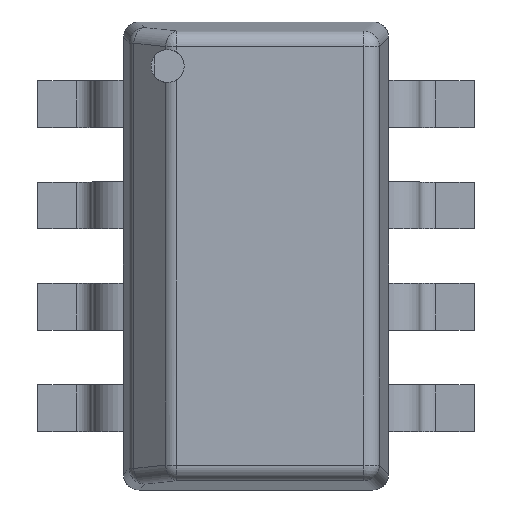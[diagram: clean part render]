
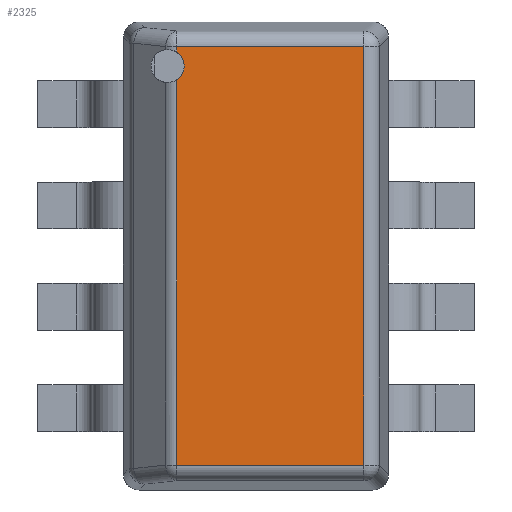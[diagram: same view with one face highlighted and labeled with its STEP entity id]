
A CAD part, top view. The second image highlights one B-rep face of the part: STEP entity #2325.
In plain terms, the highlighted planar face has unit normal (0, 0, 1).
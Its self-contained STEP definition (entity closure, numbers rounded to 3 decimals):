
#2085 = VERTEX_POINT('',#2086);
#2086 = CARTESIAN_POINT('',(1.542,0.158,1.45));
#2093 = EDGE_CURVE('',#2094,#2085,#2096,.T.);
#2094 = VERTEX_POINT('',#2095);
#2095 = CARTESIAN_POINT('',(0.341,0.158,1.45));
#2096 = LINE('',#2097,#2098);
#2097 = CARTESIAN_POINT('',(0.3,0.158,1.45));
#2098 = VECTOR('',#2099,1.);
#2099 = DIRECTION('',(1.,0.,0.));
#2168 = VERTEX_POINT('',#2169);
#2169 = CARTESIAN_POINT('',(0.341,2.842,1.45));
#2176 = EDGE_CURVE('',#2168,#2177,#2179,.T.);
#2177 = VERTEX_POINT('',#2178);
#2178 = CARTESIAN_POINT('',(1.542,2.842,1.45));
#2179 = LINE('',#2180,#2181);
#2180 = CARTESIAN_POINT('',(0.3,2.842,1.45));
#2181 = VECTOR('',#2182,1.);
#2182 = DIRECTION('',(1.,0.,0.));
#2206 = EDGE_CURVE('',#2085,#2177,#2207,.T.);
#2207 = LINE('',#2208,#2209);
#2208 = CARTESIAN_POINT('',(1.542,0.068,1.45));
#2209 = VECTOR('',#2210,1.);
#2210 = DIRECTION('',(0.,1.,0.));
#2325 = ADVANCED_FACE('',(#2326),#2363,.T.);
#2326 = FACE_BOUND('',#2327,.T.);
#2327 = EDGE_LOOP('',(#2328,#2329,#2337,#2346,#2355,#2361,#2362));
#2328 = ORIENTED_EDGE('',*,*,#2176,.F.);
#2329 = ORIENTED_EDGE('',*,*,#2330,.F.);
#2330 = EDGE_CURVE('',#2331,#2168,#2333,.T.);
#2331 = VERTEX_POINT('',#2332);
#2332 = CARTESIAN_POINT('',(0.341,2.806,1.45));
#2333 = LINE('',#2334,#2335);
#2334 = CARTESIAN_POINT('',(0.341,0.068,1.45));
#2335 = VECTOR('',#2336,1.);
#2336 = DIRECTION('',(0.,1.,0.));
#2337 = ORIENTED_EDGE('',*,*,#2338,.F.);
#2338 = EDGE_CURVE('',#2339,#2331,#2341,.T.);
#2339 = VERTEX_POINT('',#2340);
#2340 = CARTESIAN_POINT('',(0.39,2.717,1.45));
#2341 = CIRCLE('',#2342,0.106);
#2342 = AXIS2_PLACEMENT_3D('',#2343,#2344,#2345);
#2343 = CARTESIAN_POINT('',(0.283,2.717,1.45));
#2344 = DIRECTION('',(0.,0.,1.));
#2345 = DIRECTION('',(1.,0.,0.));
#2346 = ORIENTED_EDGE('',*,*,#2347,.F.);
#2347 = EDGE_CURVE('',#2348,#2339,#2350,.T.);
#2348 = VERTEX_POINT('',#2349);
#2349 = CARTESIAN_POINT('',(0.341,2.628,1.45));
#2350 = CIRCLE('',#2351,0.106);
#2351 = AXIS2_PLACEMENT_3D('',#2352,#2353,#2354);
#2352 = CARTESIAN_POINT('',(0.283,2.717,1.45));
#2353 = DIRECTION('',(0.,0.,1.));
#2354 = DIRECTION('',(1.,0.,0.));
#2355 = ORIENTED_EDGE('',*,*,#2356,.F.);
#2356 = EDGE_CURVE('',#2094,#2348,#2357,.T.);
#2357 = LINE('',#2358,#2359);
#2358 = CARTESIAN_POINT('',(0.341,0.068,1.45));
#2359 = VECTOR('',#2360,1.);
#2360 = DIRECTION('',(0.,1.,0.));
#2361 = ORIENTED_EDGE('',*,*,#2093,.T.);
#2362 = ORIENTED_EDGE('',*,*,#2206,.T.);
#2363 = PLANE('',#2364);
#2364 = AXIS2_PLACEMENT_3D('',#2365,#2366,#2367);
#2365 = CARTESIAN_POINT('',(0.,0.,1.45));
#2366 = DIRECTION('',(0.,0.,1.));
#2367 = DIRECTION('',(1.,0.,0.));
